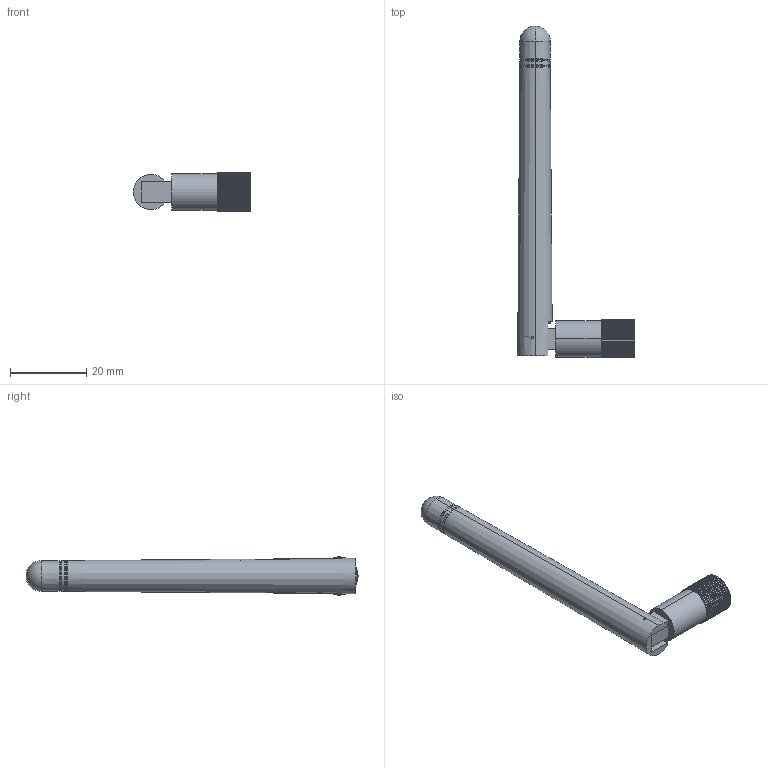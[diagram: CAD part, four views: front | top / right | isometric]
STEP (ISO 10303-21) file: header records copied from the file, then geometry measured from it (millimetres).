
FILE_DESCRIPTION (( 'STEP AP203' ), '1' );
FILE_NAME ('antenna.STEP', '2025-03-11T22:27:23', ( '' ), ( '' ), 'SwSTEP 2.0', 'SolidWorks 2024', '' );
FILE_SCHEMA (( 'CONFIG_CONTROL_DESIGN' ));
Length unit declared in the file: millimetre
Products named in the file (3): antenna; antenna_top; Part7^antenna_assembly
Assembly tree (2 placements, depth 2):
  antenna
    antenna_top
    Part7^antenna_assembly
Bounding box: 30.75 x 87.12 x 10 mm (x, y, z)
Volume: 6234.4 mm3; surface area: 3672 mm2
Topology: 2 solids, 2 shells, 272 faces, 772 edges, 507 vertices
Faces by surface type: plane 181, cylinder 64, torus 18, cone 7, sphere 2
Entity records: 9138 total; most frequent: CARTESIAN_POINT 1616, ORIENTED_EDGE 1544, DIRECTION 1489, EDGE_CURVE 772, VECTOR 589, LINE 589, VERTEX_POINT 507, AXIS2_PLACEMENT_3D 450
